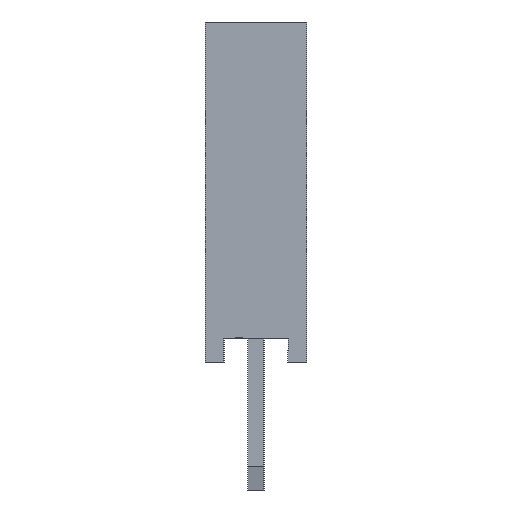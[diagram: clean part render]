
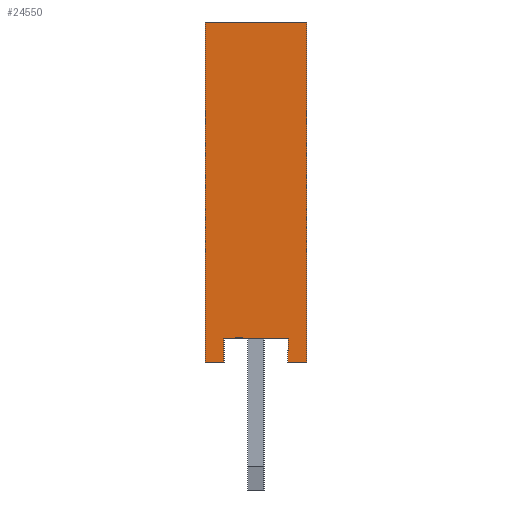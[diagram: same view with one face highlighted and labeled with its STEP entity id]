
A CAD part, left-side view. The second image highlights one B-rep face of the part: STEP entity #24550.
In plain terms, the highlighted planar face has unit normal (-1, 0, 0).
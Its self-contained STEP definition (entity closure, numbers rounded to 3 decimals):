
#277 = CARTESIAN_POINT ( 'NONE',  ( -1.27, 0.47, 0.6 ) ) ;
#292 = LINE ( 'NONE', #6531, #11313 ) ;
#939 = FACE_OUTER_BOUND ( 'NONE', #15431, .T. ) ;
#1401 = DIRECTION ( 'NONE',  ( 0., 0., -1. ) ) ;
#1486 = EDGE_CURVE ( 'NONE', #24150, #18452, #20400, .T. ) ;
#1530 = EDGE_CURVE ( 'NONE', #23497, #2368, #9016, .T. ) ;
#1699 = LINE ( 'NONE', #23929, #15079 ) ;
#2368 = VERTEX_POINT ( 'NONE', #11764 ) ;
#2868 = VERTEX_POINT ( 'NONE', #3150 ) ;
#2877 = VECTOR ( 'NONE', #10048, 1000. ) ;
#3150 = CARTESIAN_POINT ( 'NONE',  ( -1.27, 0., 8.5 ) ) ;
#3379 = CARTESIAN_POINT ( 'NONE',  ( -1.27, 0.47, 0.6 ) ) ;
#3623 = CARTESIAN_POINT ( 'NONE',  ( -1.27, 2.54, 8.5 ) ) ;
#4741 = PLANE ( 'NONE',  #10387 ) ;
#5408 = CARTESIAN_POINT ( 'NONE',  ( -1.27, 2.54, 0. ) ) ;
#6264 = ORIENTED_EDGE ( 'NONE', *, *, #22525, .T. ) ;
#6531 = CARTESIAN_POINT ( 'NONE',  ( -1.27, 2.54, 8.5 ) ) ;
#7156 = DIRECTION ( 'NONE',  ( 1., 0., 0. ) ) ;
#7284 = LINE ( 'NONE', #5408, #19013 ) ;
#7873 = CARTESIAN_POINT ( 'NONE',  ( -1.27, 0., 8.5 ) ) ;
#7944 = CARTESIAN_POINT ( 'NONE',  ( -1.27, 0.47, 0.6 ) ) ;
#8305 = ORIENTED_EDGE ( 'NONE', *, *, #24419, .T. ) ;
#9016 = LINE ( 'NONE', #11599, #24003 ) ;
#9512 = DIRECTION ( 'NONE',  ( 0., -1., 0. ) ) ;
#9758 = VERTEX_POINT ( 'NONE', #10750 ) ;
#10048 = DIRECTION ( 'NONE',  ( 0., 1., 0. ) ) ;
#10204 = ORIENTED_EDGE ( 'NONE', *, *, #11493, .T. ) ;
#10387 = AXIS2_PLACEMENT_3D ( 'NONE', #13187, #7156, #25916 ) ;
#10750 = CARTESIAN_POINT ( 'NONE',  ( -1.27, 2.54, 0. ) ) ;
#11313 = VECTOR ( 'NONE', #12830, 1000. ) ;
#11493 = EDGE_CURVE ( 'NONE', #9758, #2368, #1699, .T. ) ;
#11599 = CARTESIAN_POINT ( 'NONE',  ( -1.27, 2.07, 0.6 ) ) ;
#11764 = CARTESIAN_POINT ( 'NONE',  ( -1.27, 2.07, 0. ) ) ;
#12566 = LINE ( 'NONE', #7873, #15828 ) ;
#12830 = DIRECTION ( 'NONE',  ( 0., 0., -1. ) ) ;
#13187 = CARTESIAN_POINT ( 'NONE',  ( -1.27, 2.54, 8.5 ) ) ;
#13323 = ORIENTED_EDGE ( 'NONE', *, *, #19375, .F. ) ;
#13939 = VERTEX_POINT ( 'NONE', #24135 ) ;
#14426 = EDGE_CURVE ( 'NONE', #2868, #24542, #12566, .T. ) ;
#15079 = VECTOR ( 'NONE', #9512, 1000. ) ;
#15431 = EDGE_LOOP ( 'NONE', ( #10204, #26880, #24979, #22496, #6264, #16107, #13323, #8305 ) ) ;
#15828 = VECTOR ( 'NONE', #18341, 1000. ) ;
#16107 = ORIENTED_EDGE ( 'NONE', *, *, #14426, .F. ) ;
#16220 = EDGE_CURVE ( 'NONE', #18452, #23497, #25067, .T. ) ;
#16828 = VECTOR ( 'NONE', #23919, 1000. ) ;
#18341 = DIRECTION ( 'NONE',  ( 0., 0., -1. ) ) ;
#18452 = VERTEX_POINT ( 'NONE', #277 ) ;
#18474 = VECTOR ( 'NONE', #22706, 1000. ) ;
#19013 = VECTOR ( 'NONE', #20005, 1000. ) ;
#19375 = EDGE_CURVE ( 'NONE', #13939, #2868, #20770, .T. ) ;
#20005 = DIRECTION ( 'NONE',  ( 0., -1., 0. ) ) ;
#20303 = CARTESIAN_POINT ( 'NONE',  ( -1.27, 0.47, 0. ) ) ;
#20400 = LINE ( 'NONE', #3379, #16828 ) ;
#20770 = LINE ( 'NONE', #3623, #18474 ) ;
#22496 = ORIENTED_EDGE ( 'NONE', *, *, #1486, .F. ) ;
#22525 = EDGE_CURVE ( 'NONE', #24150, #24542, #7284, .T. ) ;
#22706 = DIRECTION ( 'NONE',  ( 0., -1., 0. ) ) ;
#23497 = VERTEX_POINT ( 'NONE', #24113 ) ;
#23567 = CARTESIAN_POINT ( 'NONE',  ( -1.27, 0., 0. ) ) ;
#23919 = DIRECTION ( 'NONE',  ( 0., 0., 1. ) ) ;
#23929 = CARTESIAN_POINT ( 'NONE',  ( -1.27, 2.54, 0. ) ) ;
#24003 = VECTOR ( 'NONE', #1401, 1000. ) ;
#24113 = CARTESIAN_POINT ( 'NONE',  ( -1.27, 2.07, 0.6 ) ) ;
#24135 = CARTESIAN_POINT ( 'NONE',  ( -1.27, 2.54, 8.5 ) ) ;
#24150 = VERTEX_POINT ( 'NONE', #20303 ) ;
#24419 = EDGE_CURVE ( 'NONE', #13939, #9758, #292, .T. ) ;
#24542 = VERTEX_POINT ( 'NONE', #23567 ) ;
#24550 = ADVANCED_FACE ( 'NONE', ( #939 ), #4741, .F. ) ;
#24979 = ORIENTED_EDGE ( 'NONE', *, *, #16220, .F. ) ;
#25067 = LINE ( 'NONE', #7944, #2877 ) ;
#25916 = DIRECTION ( 'NONE',  ( 0., 0., -1. ) ) ;
#26880 = ORIENTED_EDGE ( 'NONE', *, *, #1530, .F. ) ;
